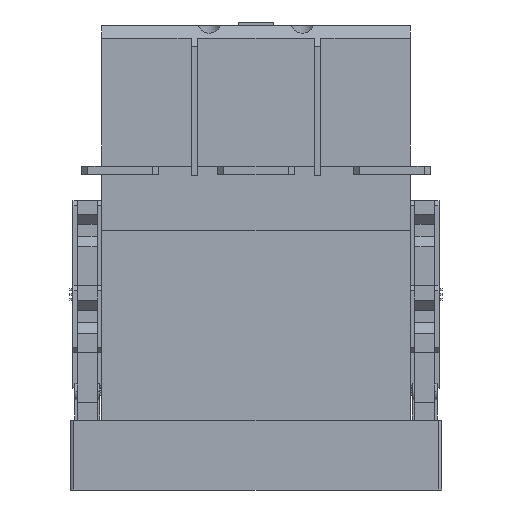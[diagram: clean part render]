
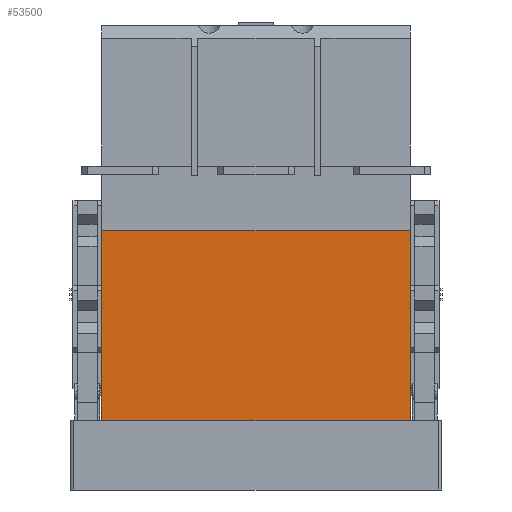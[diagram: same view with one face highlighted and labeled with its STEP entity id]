
A CAD part, front view. The second image highlights one B-rep face of the part: STEP entity #53500.
In plain terms, the highlighted planar face has unit normal (0, -1, 0).
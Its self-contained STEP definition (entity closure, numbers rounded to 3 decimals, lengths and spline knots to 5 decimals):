
#52774=DIRECTION('',(-1.,0.,0.));
#52775=VECTOR('',#52774,0.1203);
#52776=CARTESIAN_POINT('',(0.00197,-0.03215,-0.01843));
#52777=LINE('',#52776,#52775);
#52781=DIRECTION('',(0.,0.,1.));
#52782=VECTOR('',#52781,0.074);
#52783=CARTESIAN_POINT('',(-0.11833,-0.03215,-0.01843));
#52784=LINE('',#52783,#52782);
#52823=DIRECTION('',(0.,0.,1.));
#52824=VECTOR('',#52823,0.074);
#52825=CARTESIAN_POINT('',(0.00197,-0.03215,-0.01843));
#52826=LINE('',#52825,#52824);
#52851=DIRECTION('',(-1.,0.,0.));
#52852=VECTOR('',#52851,0.1203);
#52853=CARTESIAN_POINT('',(0.00197,-0.03215,0.05558));
#52854=LINE('',#52853,#52852);
#52898=CARTESIAN_POINT('',(0.00197,-0.03215,-0.01843));
#52899=CARTESIAN_POINT('',(-0.11833,-0.03215,-0.01843));
#52900=VERTEX_POINT('',#52898);
#52901=VERTEX_POINT('',#52899);
#52946=CARTESIAN_POINT('',(-0.11833,-0.03215,0.05558));
#52947=VERTEX_POINT('',#52946);
#52948=CARTESIAN_POINT('',(0.00197,-0.03215,0.05558));
#52949=VERTEX_POINT('',#52948);
#53486=CARTESIAN_POINT('',(-0.11833,-0.03215,0.05558));
#53487=DIRECTION('',(0.,1.,0.));
#53488=DIRECTION('',(-1.,0.,0.));
#53489=AXIS2_PLACEMENT_3D('',#53486,#53487,#53488);
#53490=PLANE('',#53489);
#53491=ORIENTED_EDGE('',*,*,#53007,.T.);
#53493=ORIENTED_EDGE('',*,*,#53492,.T.);
#53495=ORIENTED_EDGE('',*,*,#53494,.F.);
#53497=ORIENTED_EDGE('',*,*,#53496,.F.);
#53498=EDGE_LOOP('',(#53491,#53493,#53495,#53497));
#53499=FACE_OUTER_BOUND('',#53498,.F.);
#53007=EDGE_CURVE('',#52900,#52901,#52777,.T.);
#53492=EDGE_CURVE('',#52901,#52947,#52784,.T.);
#53494=EDGE_CURVE('',#52949,#52947,#52854,.T.);
#53496=EDGE_CURVE('',#52900,#52949,#52826,.T.);
#53500=ADVANCED_FACE('',(#53499),#53490,.F.);
